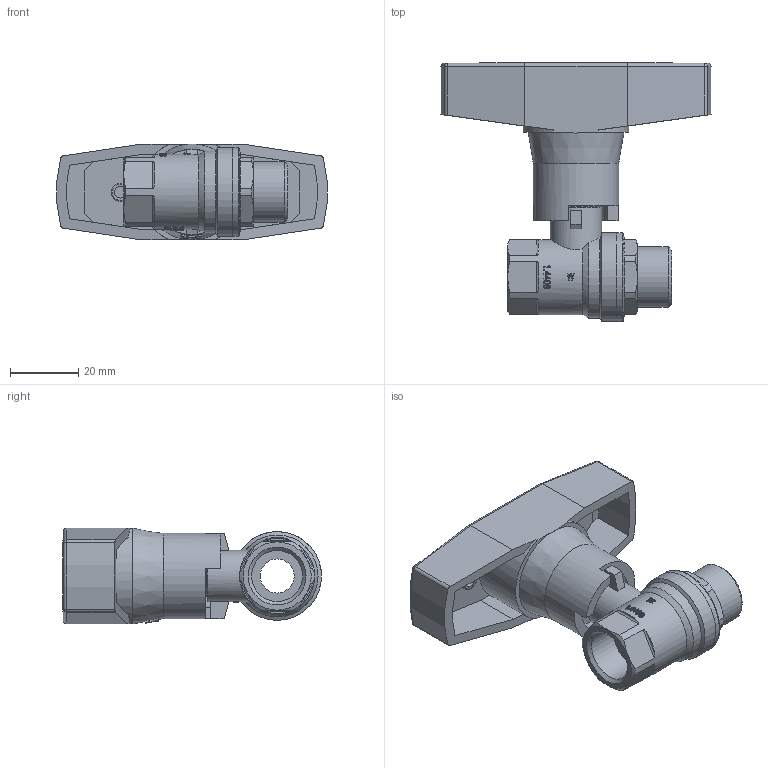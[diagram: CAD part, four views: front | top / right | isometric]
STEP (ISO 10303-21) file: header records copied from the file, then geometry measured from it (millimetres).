
FILE_DESCRIPTION(/* description */ ('Unknown','CAx-IF Rec.Pracs.---Representation and Presentation of Product Manufacturing Information (PMI)---4.0---2014-10-13','CAx-IF Rec.Pracs.---3D Tessellated Geometry---0.4---2014-09-14','2;1'),/* implementation_level */ '2;1');
FILE_NAME(/* name */ '9371-03',/* time_stamp */ '2024-02-19T11:42:54+01:00',/* author */ ('Unknown'),/* organization */ ('Unknown'),/* preprocessor_version */ 'ST-DEVELOPER v18.102',/* originating_system */ 'Solid Edge',/* authorisation */ 'Unknown');
FILE_SCHEMA (('AP242_MANAGED_MODEL_BASED_3D_ENGINEERING_MIM_LF { 1 0 10303 442 1 1 4 }'));
Length unit declared in the file: millimetre
Products named in the file (12): 9371-03; Kvrper_oa_0; Kvrper__3_8; Einschraubteil__3_8; Dichtung_Eischraubteil-Kvrper__1_4_-_3_8; Spindel-Zusammanbau_oa_1; Spindel__1_4_-_3_8; Stopfbuchse__1_4_-_3_8; T-Griff 3_8-3_4; Abdeckkappe-3_8-1_1_2_0; Neu-T-Griff-Al-3_8-3_4-a; Befestigungsschraube-1_2-3_4
Assembly tree (11 placements, depth 4):
  9371-03
    Kvrper_oa_0
      Kvrper__3_8
      Einschraubteil__3_8
      Dichtung_Eischraubteil-Kvrper__1_4_-_3_8
      Spindel-Zusammanbau_oa_1
        Spindel__1_4_-_3_8
        Stopfbuchse__1_4_-_3_8
    T-Griff 3_8-3_4
      Abdeckkappe-3_8-1_1_2_0
      Neu-T-Griff-Al-3_8-3_4-a
      Befestigungsschraube-1_2-3_4
Bounding box: 79.22 x 75.9 x 28 mm (x, y, z)
Volume: 42190.7 mm3; surface area: 28455.3 mm2
Topology: 8 solids, 8 shells, 994 faces, 2706 edges, 1783 vertices
Faces by surface type: plane 829, cylinder 110, cone 44, torus 5, sphere 5, bspline 1
Full cylindrical faces by diameter (mm): 3.4 x2, 5.4 x4, 8 x2, 8.1 x1, 8.3 x1, 10 x3, 10.5 x2, 10.647 x1, 12 x2, 14.95 x1, 15 x1, 16 x2, 17.762 x1, 18.1 x1, 18.917 x1, 19 x1, 20 x2, 22 x1, 23 x1, 23.2 x1, 25 x1, 26 x2
Entity records: 32537 total; most frequent: CARTESIAN_POINT 6291, DIRECTION 5826, ORIENTED_EDGE 5242, EDGE_CURVE 2621, AXIS2_PLACEMENT_3D 2268, VERTEX_POINT 1759, LINE 1290, VECTOR 1290
